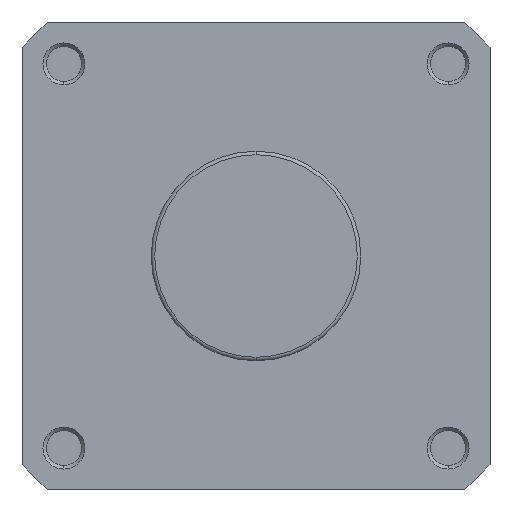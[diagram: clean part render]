
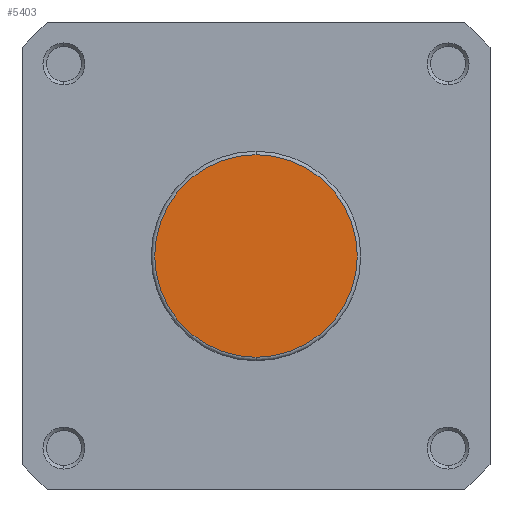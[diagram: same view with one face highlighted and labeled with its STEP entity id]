
A CAD part, left-side view. The second image highlights one B-rep face of the part: STEP entity #5403.
In plain terms, the highlighted planar face has unit normal (-1, 0, 0).
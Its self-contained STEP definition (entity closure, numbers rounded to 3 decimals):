
#251 = DIRECTION ( 'NONE',  ( 0., 0., -1. ) ) ;
#271 = DIRECTION ( 'NONE',  ( -1., 0., 0. ) ) ;
#289 = CARTESIAN_POINT ( 'NONE',  ( 0., 0., 0. ) ) ;
#585 = CARTESIAN_POINT ( 'NONE',  ( 0., 0., -29. ) ) ;
#759 = CARTESIAN_POINT ( 'NONE',  ( 0., 0., 29. ) ) ;
#1309 = PLANE ( 'NONE',  #3501 ) ;
#1312 = CARTESIAN_POINT ( 'NONE',  ( 0., 30., 0. ) ) ;
#1318 = DIRECTION ( 'NONE',  ( 1., 0., 0. ) ) ;
#1319 = DIRECTION ( 'NONE',  ( 0., 0., -1. ) ) ;
#1998 = CIRCLE ( 'NONE', #3389, 29. ) ;
#2429 = FACE_OUTER_BOUND ( 'NONE', #5881, .T. ) ;
#2983 = EDGE_CURVE ( 'NONE', #4000, #4307, #7352, .T. ) ;
#3188 = EDGE_CURVE ( 'NONE', #4307, #4000, #1998, .T. ) ;
#3293 = AXIS2_PLACEMENT_3D ( 'NONE', #3847, #3844, #3845 ) ;
#3389 = AXIS2_PLACEMENT_3D ( 'NONE', #289, #271, #251 ) ;
#3501 = AXIS2_PLACEMENT_3D ( 'NONE', #1312, #1318, #1319 ) ;
#3844 = DIRECTION ( 'NONE',  ( -1., 0., 0. ) ) ;
#3845 = DIRECTION ( 'NONE',  ( 0., 0., -1. ) ) ;
#3847 = CARTESIAN_POINT ( 'NONE',  ( 0., 0., 0. ) ) ;
#4000 = VERTEX_POINT ( 'NONE', #585 ) ;
#4307 = VERTEX_POINT ( 'NONE', #759 ) ;
#5403 = ADVANCED_FACE ( 'NONE', ( #2429 ), #1309, .F. ) ;
#5881 = EDGE_LOOP ( 'NONE', ( #6058, #6038 ) ) ;
#6038 = ORIENTED_EDGE ( 'NONE', *, *, #3188, .T. ) ;
#6058 = ORIENTED_EDGE ( 'NONE', *, *, #2983, .T. ) ;
#7352 = CIRCLE ( 'NONE', #3293, 29. ) ;
